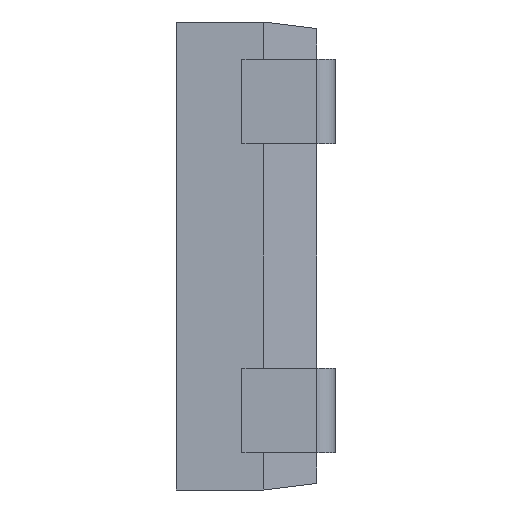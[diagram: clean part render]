
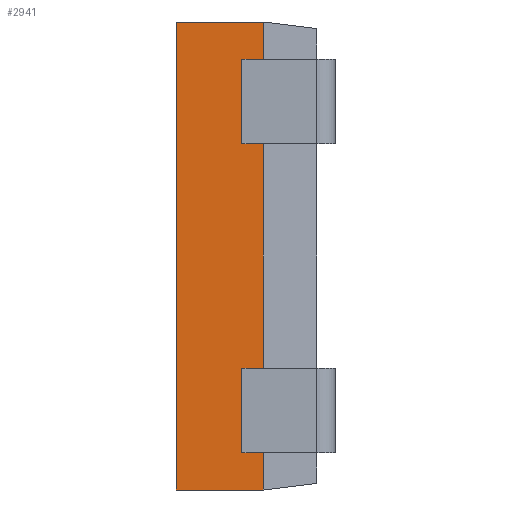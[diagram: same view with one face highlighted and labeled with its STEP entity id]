
A CAD part, left-side view. The second image highlights one B-rep face of the part: STEP entity #2941.
In plain terms, the highlighted planar face has unit normal (-1, 0, 0).
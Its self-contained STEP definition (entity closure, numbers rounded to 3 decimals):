
#35 = VECTOR ( 'NONE', #3411, 1000. ) ;
#36 = CARTESIAN_POINT ( 'NONE',  ( -2.5, 0.8, -1.2 ) ) ;
#51 = LINE ( 'NONE', #1250, #3001 ) ;
#98 = EDGE_CURVE ( 'NONE', #260, #273, #327, .T. ) ;
#130 = CARTESIAN_POINT ( 'NONE',  ( -2.5, 0.57, -2.5 ) ) ;
#132 = DIRECTION ( 'NONE',  ( 0., 0., 1. ) ) ;
#187 = ORIENTED_EDGE ( 'NONE', *, *, #746, .F. ) ;
#198 = LINE ( 'NONE', #217, #3349 ) ;
#217 = CARTESIAN_POINT ( 'NONE',  ( -2.5, 1.5, -2.5 ) ) ;
#260 = VERTEX_POINT ( 'NONE', #975 ) ;
#263 = PLANE ( 'NONE',  #3023 ) ;
#273 = VERTEX_POINT ( 'NONE', #1890 ) ;
#306 = VERTEX_POINT ( 'NONE', #3042 ) ;
#327 = LINE ( 'NONE', #36, #584 ) ;
#339 = EDGE_LOOP ( 'NONE', ( #3301, #3470, #774, #187, #1720, #1241, #1157, #3448, #883, #1922, #1864, #542 ) ) ;
#361 = EDGE_CURVE ( 'NONE', #2682, #1301, #51, .T. ) ;
#542 = ORIENTED_EDGE ( 'NONE', *, *, #3028, .F. ) ;
#543 = VECTOR ( 'NONE', #2036, 1000. ) ;
#584 = VECTOR ( 'NONE', #2455, 1000. ) ;
#746 = EDGE_CURVE ( 'NONE', #3261, #2916, #3731, .T. ) ;
#774 = ORIENTED_EDGE ( 'NONE', *, *, #2350, .F. ) ;
#797 = VERTEX_POINT ( 'NONE', #1088 ) ;
#813 = FACE_OUTER_BOUND ( 'NONE', #339, .T. ) ;
#855 = LINE ( 'NONE', #3193, #1090 ) ;
#883 = ORIENTED_EDGE ( 'NONE', *, *, #3730, .F. ) ;
#963 = VERTEX_POINT ( 'NONE', #3374 ) ;
#964 = EDGE_CURVE ( 'NONE', #963, #1169, #1921, .T. ) ;
#972 = CARTESIAN_POINT ( 'NONE',  ( -2.5, 0.57, -2.5 ) ) ;
#975 = CARTESIAN_POINT ( 'NONE',  ( -2.5, 0.57, -1.2 ) ) ;
#981 = CARTESIAN_POINT ( 'NONE',  ( -2.5, 1.5, 2.5 ) ) ;
#1009 = CARTESIAN_POINT ( 'NONE',  ( -2.5, 0.8, -2.5 ) ) ;
#1088 = CARTESIAN_POINT ( 'NONE',  ( -2.5, 0.57, 1.2 ) ) ;
#1090 = VECTOR ( 'NONE', #1096, 1000. ) ;
#1096 = DIRECTION ( 'NONE',  ( 0., -1., 0. ) ) ;
#1157 = ORIENTED_EDGE ( 'NONE', *, *, #2625, .F. ) ;
#1160 = DIRECTION ( 'NONE',  ( 0., 0., -1. ) ) ;
#1169 = VERTEX_POINT ( 'NONE', #981 ) ;
#1241 = ORIENTED_EDGE ( 'NONE', *, *, #3704, .T. ) ;
#1245 = VECTOR ( 'NONE', #132, 1000. ) ;
#1250 = CARTESIAN_POINT ( 'NONE',  ( -2.5, 0.57, -2.5 ) ) ;
#1301 = VERTEX_POINT ( 'NONE', #2812 ) ;
#1349 = CARTESIAN_POINT ( 'NONE',  ( -2.5, 0.57, -2.5 ) ) ;
#1450 = DIRECTION ( 'NONE',  ( 0., 0., 1. ) ) ;
#1455 = EDGE_CURVE ( 'NONE', #2590, #1301, #855, .T. ) ;
#1563 = DIRECTION ( 'NONE',  ( 0., -1., 0. ) ) ;
#1599 = CARTESIAN_POINT ( 'NONE',  ( -2.5, 1.5, 2.5 ) ) ;
#1659 = DIRECTION ( 'NONE',  ( 0., 1., 0. ) ) ;
#1702 = LINE ( 'NONE', #1349, #1245 ) ;
#1720 = ORIENTED_EDGE ( 'NONE', *, *, #2293, .F. ) ;
#1726 = LINE ( 'NONE', #1767, #543 ) ;
#1734 = DIRECTION ( 'NONE',  ( 1., 0., 0. ) ) ;
#1740 = VECTOR ( 'NONE', #1450, 1000. ) ;
#1767 = CARTESIAN_POINT ( 'NONE',  ( -2.5, 0.8, 1.2 ) ) ;
#1864 = ORIENTED_EDGE ( 'NONE', *, *, #1455, .F. ) ;
#1890 = CARTESIAN_POINT ( 'NONE',  ( -2.5, 0.8, -1.2 ) ) ;
#1897 = LINE ( 'NONE', #3108, #35 ) ;
#1921 = LINE ( 'NONE', #2501, #2818 ) ;
#1922 = ORIENTED_EDGE ( 'NONE', *, *, #361, .T. ) ;
#2001 = VERTEX_POINT ( 'NONE', #2643 ) ;
#2036 = DIRECTION ( 'NONE',  ( 0., -1., 0. ) ) ;
#2165 = DIRECTION ( 'NONE',  ( 0., 0., 1. ) ) ;
#2226 = CARTESIAN_POINT ( 'NONE',  ( -2.5, 0.8, -2.1 ) ) ;
#2293 = EDGE_CURVE ( 'NONE', #2001, #3261, #1897, .T. ) ;
#2340 = CARTESIAN_POINT ( 'NONE',  ( -2.5, 0.8, 1.2 ) ) ;
#2350 = EDGE_CURVE ( 'NONE', #2916, #797, #1726, .T. ) ;
#2455 = DIRECTION ( 'NONE',  ( 0., 1., 0. ) ) ;
#2501 = CARTESIAN_POINT ( 'NONE',  ( -2.5, 1.5, -2.5 ) ) ;
#2590 = VERTEX_POINT ( 'NONE', #2226 ) ;
#2625 = EDGE_CURVE ( 'NONE', #1169, #306, #2827, .T. ) ;
#2643 = CARTESIAN_POINT ( 'NONE',  ( -2.5, 0.57, 2.1 ) ) ;
#2682 = VERTEX_POINT ( 'NONE', #130 ) ;
#2778 = LINE ( 'NONE', #3389, #3903 ) ;
#2812 = CARTESIAN_POINT ( 'NONE',  ( -2.5, 0.57, -2.1 ) ) ;
#2818 = VECTOR ( 'NONE', #3136, 1000. ) ;
#2823 = DIRECTION ( 'NONE',  ( 0., 0., -1. ) ) ;
#2827 = LINE ( 'NONE', #1599, #3398 ) ;
#2915 = EDGE_CURVE ( 'NONE', #260, #797, #3690, .T. ) ;
#2916 = VERTEX_POINT ( 'NONE', #2340 ) ;
#2941 = ADVANCED_FACE ( 'NONE', ( #813 ), #263, .F. ) ;
#3001 = VECTOR ( 'NONE', #2165, 1000. ) ;
#3023 = AXIS2_PLACEMENT_3D ( 'NONE', #3280, #1734, #1160 ) ;
#3028 = EDGE_CURVE ( 'NONE', #273, #2590, #2778, .T. ) ;
#3042 = CARTESIAN_POINT ( 'NONE',  ( -2.5, 0.57, 2.5 ) ) ;
#3108 = CARTESIAN_POINT ( 'NONE',  ( -2.5, 0.8, 2.1 ) ) ;
#3136 = DIRECTION ( 'NONE',  ( 0., 0., 1. ) ) ;
#3193 = CARTESIAN_POINT ( 'NONE',  ( -2.5, 0.8, -2.1 ) ) ;
#3261 = VERTEX_POINT ( 'NONE', #3697 ) ;
#3280 = CARTESIAN_POINT ( 'NONE',  ( -2.5, 1.5, -2.5 ) ) ;
#3301 = ORIENTED_EDGE ( 'NONE', *, *, #98, .F. ) ;
#3337 = DIRECTION ( 'NONE',  ( 0., 0., -1. ) ) ;
#3349 = VECTOR ( 'NONE', #1659, 1000. ) ;
#3374 = CARTESIAN_POINT ( 'NONE',  ( -2.5, 1.5, -2.5 ) ) ;
#3389 = CARTESIAN_POINT ( 'NONE',  ( -2.5, 0.8, -2.5 ) ) ;
#3398 = VECTOR ( 'NONE', #1563, 1000. ) ;
#3411 = DIRECTION ( 'NONE',  ( 0., 1., 0. ) ) ;
#3448 = ORIENTED_EDGE ( 'NONE', *, *, #964, .F. ) ;
#3470 = ORIENTED_EDGE ( 'NONE', *, *, #2915, .T. ) ;
#3690 = LINE ( 'NONE', #972, #1740 ) ;
#3695 = VECTOR ( 'NONE', #2823, 1000. ) ;
#3697 = CARTESIAN_POINT ( 'NONE',  ( -2.5, 0.8, 2.1 ) ) ;
#3704 = EDGE_CURVE ( 'NONE', #2001, #306, #1702, .T. ) ;
#3730 = EDGE_CURVE ( 'NONE', #2682, #963, #198, .T. ) ;
#3731 = LINE ( 'NONE', #1009, #3695 ) ;
#3903 = VECTOR ( 'NONE', #3337, 1000. ) ;
